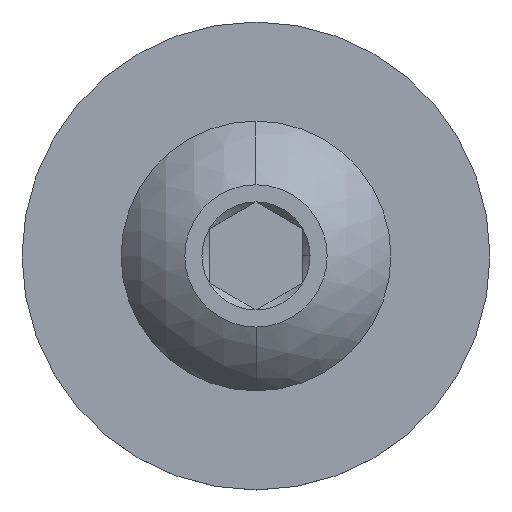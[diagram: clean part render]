
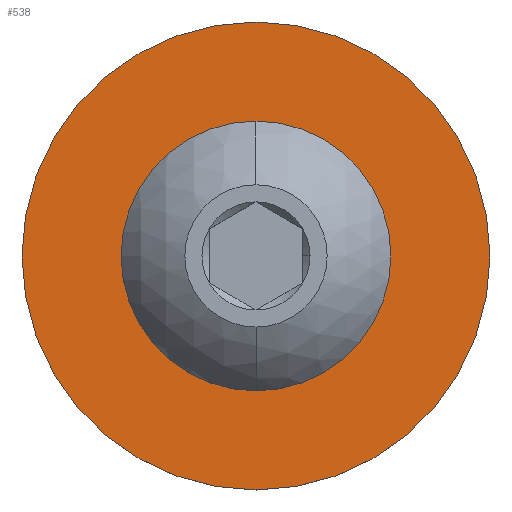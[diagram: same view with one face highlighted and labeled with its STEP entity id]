
A CAD part, top view. The second image highlights one B-rep face of the part: STEP entity #538.
In plain terms, the highlighted planar face has unit normal (0, 0, 1).
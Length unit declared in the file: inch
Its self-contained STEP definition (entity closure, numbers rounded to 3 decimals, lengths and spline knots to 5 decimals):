
#57 = AXIS2_PLACEMENT_3D ( 'NONE', #143, #446, #209 ) ;
#66 = EDGE_LOOP ( 'NONE', ( #82, #214 ) ) ;
#69 = CIRCLE ( 'NONE', #546, 0.3125 ) ;
#81 = EDGE_CURVE ( 'NONE', #619, #577, #257, .T. ) ;
#82 = ORIENTED_EDGE ( 'NONE', *, *, #81, .T. ) ;
#103 = DIRECTION ( 'NONE',  ( -1., 0., 0. ) ) ;
#118 = CARTESIAN_POINT ( 'NONE',  ( 0., 0., -0.07575 ) ) ;
#134 = CIRCLE ( 'NONE', #57, 0.18017 ) ;
#140 = CARTESIAN_POINT ( 'NONE',  ( 0., 0., -0.07575 ) ) ;
#143 = CARTESIAN_POINT ( 'NONE',  ( 0., 0., -0.07575 ) ) ;
#164 = CIRCLE ( 'NONE', #914, 0.3125 ) ;
#178 = DIRECTION ( 'NONE',  ( -1., 0., 0. ) ) ;
#206 = DIRECTION ( 'NONE',  ( 0., 0., -1. ) ) ;
#209 = DIRECTION ( 'NONE',  ( -1., 0., 0. ) ) ;
#214 = ORIENTED_EDGE ( 'NONE', *, *, #984, .T. ) ;
#255 = VERTEX_POINT ( 'NONE', #805 ) ;
#257 = CIRCLE ( 'NONE', #498, 0.18017 ) ;
#343 = CARTESIAN_POINT ( 'NONE',  ( 0., 0., -0.07575 ) ) ;
#344 = CARTESIAN_POINT ( 'NONE',  ( 0., 0., -0.07575 ) ) ;
#406 = DIRECTION ( 'NONE',  ( -1., 0., 0. ) ) ;
#424 = EDGE_CURVE ( 'NONE', #255, #431, #69, .T. ) ;
#431 = VERTEX_POINT ( 'NONE', #574 ) ;
#446 = DIRECTION ( 'NONE',  ( 0., 0., -1. ) ) ;
#450 = EDGE_LOOP ( 'NONE', ( #674, #737 ) ) ;
#498 = AXIS2_PLACEMENT_3D ( 'NONE', #344, #566, #406 ) ;
#538 = ADVANCED_FACE ( 'NONE', ( #608, #667 ), #586, .F. ) ;
#546 = AXIS2_PLACEMENT_3D ( 'NONE', #343, #648, #178 ) ;
#566 = DIRECTION ( 'NONE',  ( 0., 0., -1. ) ) ;
#574 = CARTESIAN_POINT ( 'NONE',  ( -0.3125, 0., -0.07575 ) ) ;
#577 = VERTEX_POINT ( 'NONE', #893 ) ;
#586 = PLANE ( 'NONE',  #692 ) ;
#608 = FACE_OUTER_BOUND ( 'NONE', #450, .T. ) ;
#619 = VERTEX_POINT ( 'NONE', #704 ) ;
#648 = DIRECTION ( 'NONE',  ( 0., 0., -1. ) ) ;
#667 = FACE_BOUND ( 'NONE', #66, .T. ) ;
#672 = DIRECTION ( 'NONE',  ( -1., 0., 0. ) ) ;
#674 = ORIENTED_EDGE ( 'NONE', *, *, #838, .F. ) ;
#692 = AXIS2_PLACEMENT_3D ( 'NONE', #140, #206, #672 ) ;
#704 = CARTESIAN_POINT ( 'NONE',  ( 0., -0.18017, -0.07575 ) ) ;
#737 = ORIENTED_EDGE ( 'NONE', *, *, #424, .F. ) ;
#788 = DIRECTION ( 'NONE',  ( 0., 0., -1. ) ) ;
#805 = CARTESIAN_POINT ( 'NONE',  ( 0.3125, 0., -0.07575 ) ) ;
#838 = EDGE_CURVE ( 'NONE', #431, #255, #164, .T. ) ;
#893 = CARTESIAN_POINT ( 'NONE',  ( 0., 0.18017, -0.07575 ) ) ;
#914 = AXIS2_PLACEMENT_3D ( 'NONE', #118, #788, #103 ) ;
#984 = EDGE_CURVE ( 'NONE', #577, #619, #134, .T. ) ;
